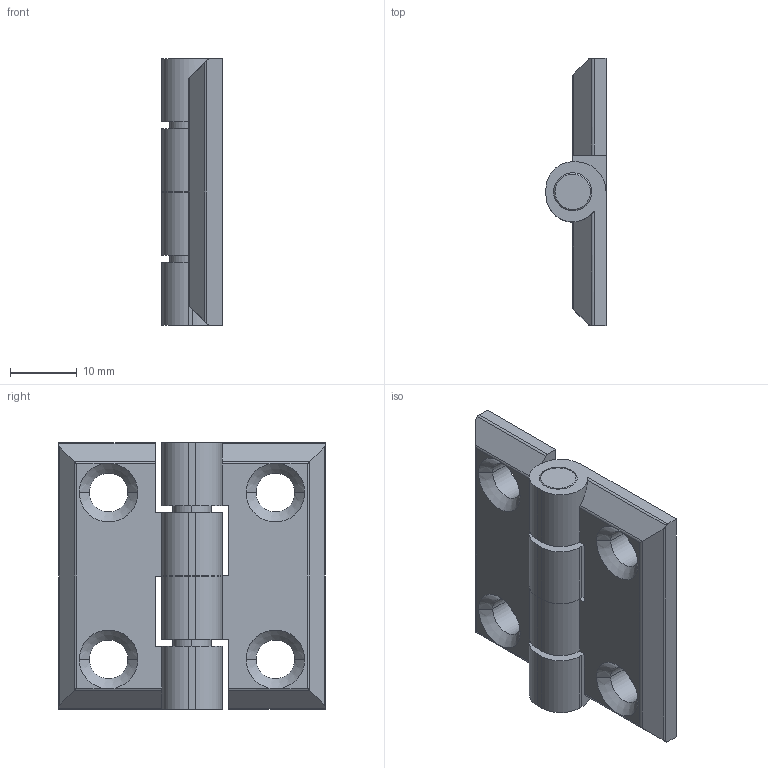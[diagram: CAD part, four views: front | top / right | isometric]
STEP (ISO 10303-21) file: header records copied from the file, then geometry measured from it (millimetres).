
FILE_DESCRIPTION(('CATIA V5 STEP Exchange'),'2;1');
FILE_NAME('215ZA040.stp','2017-12-29T08:45:40+00:00',('none'),('none'),'CATIA Version 5 Release 21 GA (IN-10)','CATIA V5 STEP AP203','none');
FILE_SCHEMA(('CONFIG_CONTROL_DESIGN'));
Length unit declared in the file: millimetre
Products named in the file (1): 215ZA040
Bounding box: 9 x 40 x 40 mm (x, y, z)
Volume: 7571.6 mm3; surface area: 5968.9 mm2
Topology: 3 solids, 3 shells, 90 faces, 252 edges, 164 vertices
Faces by surface type: cylinder 42, plane 36, cone 12
Entity records: 2795 total; most frequent: CARTESIAN_POINT 560, ORIENTED_EDGE 504, DIRECTION 358, EDGE_CURVE 252, VERTEX_POINT 164, AXIS2_PLACEMENT_3D 154, VECTOR 138, LINE 138
